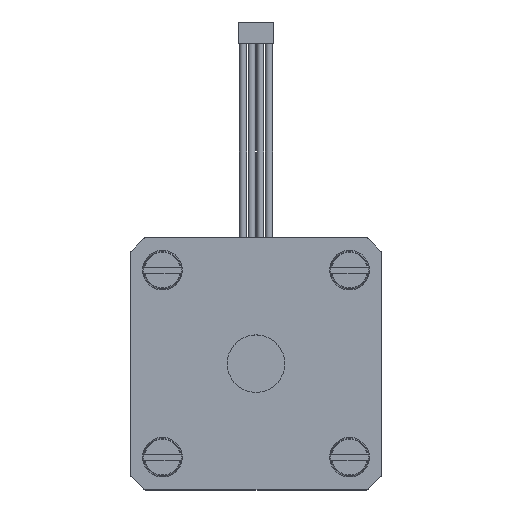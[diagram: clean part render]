
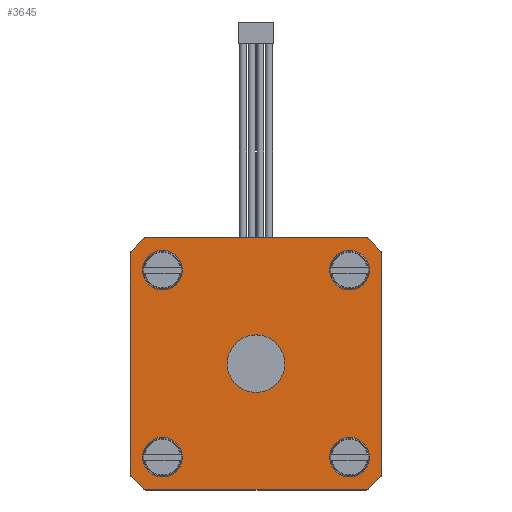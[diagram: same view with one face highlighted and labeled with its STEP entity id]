
A CAD part, top view. The second image highlights one B-rep face of the part: STEP entity #3645.
In plain terms, the highlighted planar face has unit normal (0, 0, 1).
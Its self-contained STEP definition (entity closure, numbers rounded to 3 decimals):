
#188=LINE('',#5867,#458);
#189=LINE('',#5871,#459);
#190=LINE('',#5875,#460);
#191=LINE('',#5879,#461);
#192=LINE('',#5883,#462);
#193=LINE('',#5887,#463);
#194=LINE('',#5891,#464);
#195=LINE('',#5895,#465);
#458=VECTOR('',#4746,30.586);
#459=VECTOR('',#4749,2.414);
#460=VECTOR('',#4752,30.586);
#461=VECTOR('',#4755,2.414);
#462=VECTOR('',#4758,30.586);
#463=VECTOR('',#4761,2.414);
#464=VECTOR('',#4764,30.586);
#465=VECTOR('',#4767,2.414);
#665=PLANE('',#3983);
#780=FACE_BOUND('',#1182,.T.);
#781=FACE_BOUND('',#1183,.T.);
#782=FACE_BOUND('',#1184,.T.);
#783=FACE_BOUND('',#1185,.T.);
#784=FACE_BOUND('',#1186,.T.);
#925=FACE_OUTER_BOUND('',#1181,.T.);
#1181=EDGE_LOOP('',(#2768,#2769,#2770,#2771,#2772,#2773,#2774,#2775,#2776,
#2777,#2778,#2779,#2780,#2781,#2782,#2783));
#1182=EDGE_LOOP('',(#2784));
#1183=EDGE_LOOP('',(#2785));
#1184=EDGE_LOOP('',(#2786));
#1185=EDGE_LOOP('',(#2787));
#1186=EDGE_LOOP('',(#2788));
#1419=CIRCLE('',#3923,4.);
#1421=CIRCLE('',#3926,2.75);
#1423=CIRCLE('',#3929,2.75);
#1425=CIRCLE('',#3932,2.75);
#1427=CIRCLE('',#3935,2.75);
#1454=CIRCLE('',#3984,0.5);
#1455=CIRCLE('',#3985,0.5);
#1456=CIRCLE('',#3986,0.5);
#1457=CIRCLE('',#3987,0.5);
#1458=CIRCLE('',#3988,0.5);
#1459=CIRCLE('',#3989,0.5);
#1460=CIRCLE('',#3990,0.5);
#1461=CIRCLE('',#3991,0.5);
#1641=VERTEX_POINT('',#5653);
#1643=VERTEX_POINT('',#5658);
#1645=VERTEX_POINT('',#5663);
#1647=VERTEX_POINT('',#5668);
#1649=VERTEX_POINT('',#5673);
#1730=VERTEX_POINT('',#5865);
#1731=VERTEX_POINT('',#5866);
#1732=VERTEX_POINT('',#5868);
#1733=VERTEX_POINT('',#5870);
#1734=VERTEX_POINT('',#5872);
#1735=VERTEX_POINT('',#5874);
#1736=VERTEX_POINT('',#5876);
#1737=VERTEX_POINT('',#5878);
#1738=VERTEX_POINT('',#5880);
#1739=VERTEX_POINT('',#5882);
#1740=VERTEX_POINT('',#5884);
#1741=VERTEX_POINT('',#5886);
#1742=VERTEX_POINT('',#5888);
#1743=VERTEX_POINT('',#5890);
#1744=VERTEX_POINT('',#5892);
#1745=VERTEX_POINT('',#5894);
#2027=EDGE_CURVE('',#1641,#1641,#1419,.T.);
#2029=EDGE_CURVE('',#1643,#1643,#1421,.T.);
#2031=EDGE_CURVE('',#1645,#1645,#1423,.T.);
#2033=EDGE_CURVE('',#1647,#1647,#1425,.T.);
#2035=EDGE_CURVE('',#1649,#1649,#1427,.T.);
#2124=EDGE_CURVE('',#1730,#1731,#188,.T.);
#2125=EDGE_CURVE('',#1730,#1732,#1454,.T.);
#2126=EDGE_CURVE('',#1732,#1733,#189,.T.);
#2127=EDGE_CURVE('',#1733,#1734,#1455,.T.);
#2128=EDGE_CURVE('',#1735,#1734,#190,.T.);
#2129=EDGE_CURVE('',#1735,#1736,#1456,.T.);
#2130=EDGE_CURVE('',#1736,#1737,#191,.T.);
#2131=EDGE_CURVE('',#1737,#1738,#1457,.T.);
#2132=EDGE_CURVE('',#1739,#1738,#192,.T.);
#2133=EDGE_CURVE('',#1739,#1740,#1458,.T.);
#2134=EDGE_CURVE('',#1740,#1741,#193,.T.);
#2135=EDGE_CURVE('',#1741,#1742,#1459,.T.);
#2136=EDGE_CURVE('',#1743,#1742,#194,.T.);
#2137=EDGE_CURVE('',#1743,#1744,#1460,.T.);
#2138=EDGE_CURVE('',#1744,#1745,#195,.T.);
#2139=EDGE_CURVE('',#1745,#1731,#1461,.T.);
#2768=ORIENTED_EDGE('',*,*,#2124,.F.);
#2769=ORIENTED_EDGE('',*,*,#2125,.T.);
#2770=ORIENTED_EDGE('',*,*,#2126,.T.);
#2771=ORIENTED_EDGE('',*,*,#2127,.T.);
#2772=ORIENTED_EDGE('',*,*,#2128,.F.);
#2773=ORIENTED_EDGE('',*,*,#2129,.T.);
#2774=ORIENTED_EDGE('',*,*,#2130,.T.);
#2775=ORIENTED_EDGE('',*,*,#2131,.T.);
#2776=ORIENTED_EDGE('',*,*,#2132,.F.);
#2777=ORIENTED_EDGE('',*,*,#2133,.T.);
#2778=ORIENTED_EDGE('',*,*,#2134,.T.);
#2779=ORIENTED_EDGE('',*,*,#2135,.T.);
#2780=ORIENTED_EDGE('',*,*,#2136,.F.);
#2781=ORIENTED_EDGE('',*,*,#2137,.T.);
#2782=ORIENTED_EDGE('',*,*,#2138,.T.);
#2783=ORIENTED_EDGE('',*,*,#2139,.T.);
#2784=ORIENTED_EDGE('',*,*,#2027,.T.);
#2785=ORIENTED_EDGE('',*,*,#2035,.F.);
#2786=ORIENTED_EDGE('',*,*,#2033,.T.);
#2787=ORIENTED_EDGE('',*,*,#2031,.F.);
#2788=ORIENTED_EDGE('',*,*,#2029,.T.);
#3645=ADVANCED_FACE('',(#925,#780,#781,#782,#783,#784),#665,.F.);
#3923=AXIS2_PLACEMENT_3D('',#5654,#4562,#4563);
#3926=AXIS2_PLACEMENT_3D('',#5659,#4568,#4569);
#3929=AXIS2_PLACEMENT_3D('',#5664,#4574,#4575);
#3932=AXIS2_PLACEMENT_3D('',#5669,#4580,#4581);
#3935=AXIS2_PLACEMENT_3D('',#5674,#4586,#4587);
#3983=AXIS2_PLACEMENT_3D('',#5864,#4744,#4745);
#3984=AXIS2_PLACEMENT_3D('',#5869,#4747,#4748);
#3985=AXIS2_PLACEMENT_3D('',#5873,#4750,#4751);
#3986=AXIS2_PLACEMENT_3D('',#5877,#4753,#4754);
#3987=AXIS2_PLACEMENT_3D('',#5881,#4756,#4757);
#3988=AXIS2_PLACEMENT_3D('',#5885,#4759,#4760);
#3989=AXIS2_PLACEMENT_3D('',#5889,#4762,#4763);
#3990=AXIS2_PLACEMENT_3D('',#5893,#4765,#4766);
#3991=AXIS2_PLACEMENT_3D('',#5896,#4768,#4769);
#4562=DIRECTION('center_axis',(0.,0.,-1.));
#4563=DIRECTION('ref_axis',(1.,0.,0.));
#4568=DIRECTION('center_axis',(0.,0.,-1.));
#4569=DIRECTION('ref_axis',(1.,0.,0.));
#4574=DIRECTION('center_axis',(0.,0.,1.));
#4575=DIRECTION('ref_axis',(1.,0.,0.));
#4580=DIRECTION('center_axis',(0.,0.,-1.));
#4581=DIRECTION('ref_axis',(-1.,0.,0.));
#4586=DIRECTION('center_axis',(0.,0.,1.));
#4587=DIRECTION('ref_axis',(-1.,0.,0.));
#4744=DIRECTION('center_axis',(0.,0.,-1.));
#4745=DIRECTION('ref_axis',(1.,0.,0.));
#4746=DIRECTION('',(-1.,0.,0.));
#4747=DIRECTION('center_axis',(0.,0.,1.));
#4748=DIRECTION('ref_axis',(1.,0.,0.));
#4749=DIRECTION('',(0.707,0.707,0.));
#4750=DIRECTION('center_axis',(0.,0.,1.));
#4751=DIRECTION('ref_axis',(1.,0.,0.));
#4752=DIRECTION('',(0.,-1.,0.));
#4753=DIRECTION('center_axis',(0.,0.,1.));
#4754=DIRECTION('ref_axis',(1.,0.,0.));
#4755=DIRECTION('',(-0.707,0.707,0.));
#4756=DIRECTION('center_axis',(0.,0.,1.));
#4757=DIRECTION('ref_axis',(1.,0.,0.));
#4758=DIRECTION('',(1.,0.,0.));
#4759=DIRECTION('center_axis',(0.,0.,1.));
#4760=DIRECTION('ref_axis',(1.,0.,0.));
#4761=DIRECTION('',(-0.707,-0.707,0.));
#4762=DIRECTION('center_axis',(0.,0.,1.));
#4763=DIRECTION('ref_axis',(1.,0.,0.));
#4764=DIRECTION('',(0.,1.,0.));
#4765=DIRECTION('center_axis',(0.,0.,1.));
#4766=DIRECTION('ref_axis',(1.,0.,0.));
#4767=DIRECTION('',(0.707,-0.707,0.));
#4768=DIRECTION('center_axis',(0.,0.,1.));
#4769=DIRECTION('ref_axis',(1.,0.,0.));
#5653=CARTESIAN_POINT('',(-4.,0.,36.));
#5654=CARTESIAN_POINT('Origin',(0.,0.,
36.));
#5658=CARTESIAN_POINT('',(-15.75,-13.,36.));
#5659=CARTESIAN_POINT('Origin',(-13.,-13.,36.));
#5663=CARTESIAN_POINT('',(-15.75,13.,36.));
#5664=CARTESIAN_POINT('Origin',(-13.,13.,36.));
#5668=CARTESIAN_POINT('',(10.25,13.,36.));
#5669=CARTESIAN_POINT('Origin',(13.,13.,36.));
#5673=CARTESIAN_POINT('',(10.25,-13.,36.));
#5674=CARTESIAN_POINT('Origin',(13.,-13.,36.));
#5864=CARTESIAN_POINT('Origin',(-17.5,17.5,36.));
#5865=CARTESIAN_POINT('',(15.293,-17.5,36.));
#5866=CARTESIAN_POINT('',(-15.293,-17.5,36.));
#5867=CARTESIAN_POINT('',(15.293,-17.5,36.));
#5868=CARTESIAN_POINT('',(15.646,-17.354,36.));
#5869=CARTESIAN_POINT('Origin',(15.293,-17.,36.));
#5870=CARTESIAN_POINT('',(17.354,-15.646,36.));
#5871=CARTESIAN_POINT('',(15.646,-17.354,36.));
#5872=CARTESIAN_POINT('',(17.5,-15.293,36.));
#5873=CARTESIAN_POINT('Origin',(17.,-15.293,36.));
#5874=CARTESIAN_POINT('',(17.5,15.293,36.));
#5875=CARTESIAN_POINT('',(17.5,15.293,36.));
#5876=CARTESIAN_POINT('',(17.354,15.646,36.));
#5877=CARTESIAN_POINT('Origin',(17.,15.293,36.));
#5878=CARTESIAN_POINT('',(15.646,17.354,36.));
#5879=CARTESIAN_POINT('',(17.354,15.646,36.));
#5880=CARTESIAN_POINT('',(15.293,17.5,36.));
#5881=CARTESIAN_POINT('Origin',(15.293,17.,36.));
#5882=CARTESIAN_POINT('',(-15.293,17.5,36.));
#5883=CARTESIAN_POINT('',(-15.293,17.5,36.));
#5884=CARTESIAN_POINT('',(-15.646,17.354,36.));
#5885=CARTESIAN_POINT('Origin',(-15.293,17.,36.));
#5886=CARTESIAN_POINT('',(-17.354,15.646,36.));
#5887=CARTESIAN_POINT('',(-15.646,17.354,36.));
#5888=CARTESIAN_POINT('',(-17.5,15.293,36.));
#5889=CARTESIAN_POINT('Origin',(-17.,15.293,36.));
#5890=CARTESIAN_POINT('',(-17.5,-15.293,36.));
#5891=CARTESIAN_POINT('',(-17.5,-15.293,36.));
#5892=CARTESIAN_POINT('',(-17.354,-15.646,36.));
#5893=CARTESIAN_POINT('Origin',(-17.,-15.293,36.));
#5894=CARTESIAN_POINT('',(-15.646,-17.354,36.));
#5895=CARTESIAN_POINT('',(-17.354,-15.646,36.));
#5896=CARTESIAN_POINT('Origin',(-15.293,-17.,36.));
